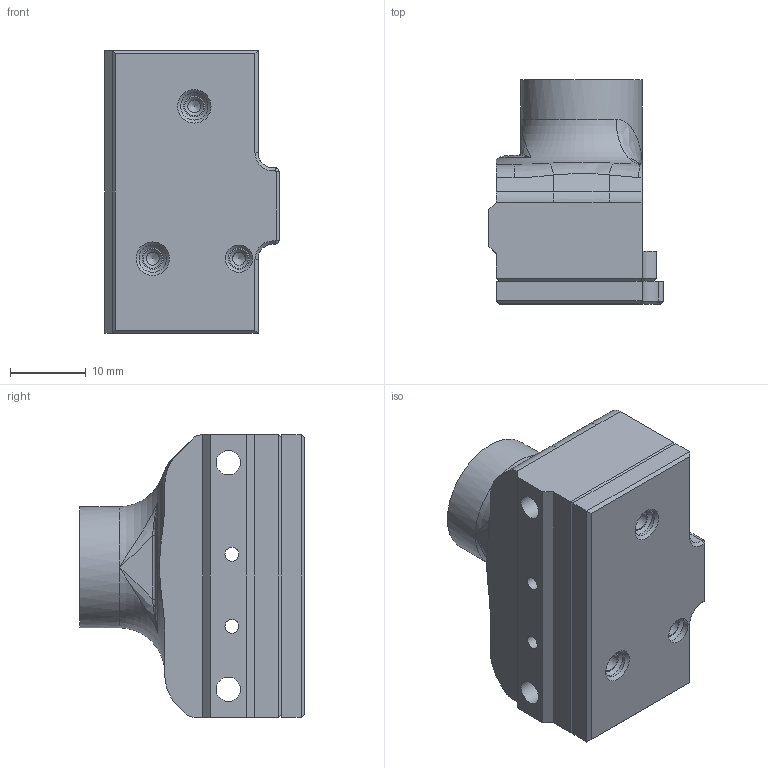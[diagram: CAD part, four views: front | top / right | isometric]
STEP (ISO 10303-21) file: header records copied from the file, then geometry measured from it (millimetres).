
FILE_DESCRIPTION(/* description */ (''),/* implementation_level */ '2;1');
FILE_NAME(/* name */ 'z_Endstop.stp',/* time_stamp */ '2022-07-24T15:21:13+02:00',/* author */ ('Rama'),/* organization */ (''),/* preprocessor_version */ 'ST-DEVELOPER v18.1',/* originating_system */ 'Autodesk Inventor 2022',/* authorisation */ '');
FILE_SCHEMA (('AUTOMOTIVE_DESIGN { 1 0 10303 214 3 1 1 }'));
Length unit declared in the file: millimetre
Products named in the file (4): Baugruppe1; housing; MicroswitchBig; Deckel
Assembly tree (3 placements, depth 2):
  Baugruppe1
    housing
    MicroswitchBig
    Deckel
Bounding box: 22.98 x 29.6 x 37.3 mm (x, y, z)
Volume: 12675.8 mm3; surface area: 8379.5 mm2
Topology: 3 solids, 3 shells, 372 faces, 926 edges, 563 vertices
Faces by surface type: bspline 173, plane 100, cylinder 59, cone 38, torus 2
Full cylindrical faces by diameter (mm): 0.2 x1, 1.7 x3, 1.82 x2, 2.5 x5, 3.2 x2, 3.6 x5, 5.8 x2, 16 x1
Entity records: 30371 total; most frequent: CARTESIAN_POINT 22714, ORIENTED_EDGE 1838, DIRECTION 1070, EDGE_CURVE 919, VERTEX_POINT 563, B_SPLINE_CURVE_WITH_KNOTS 444, EDGE_LOOP 408, AXIS2_PLACEMENT_3D 402
